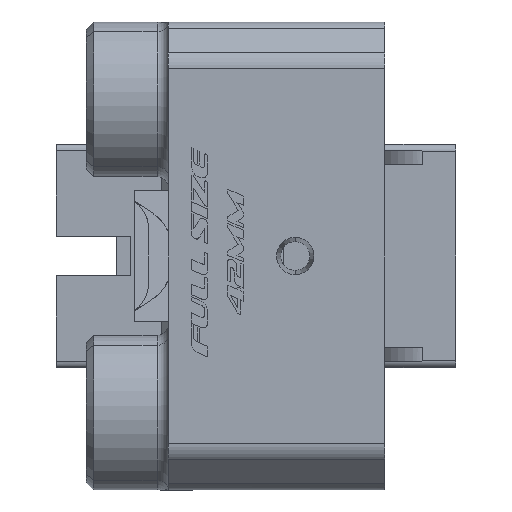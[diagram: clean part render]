
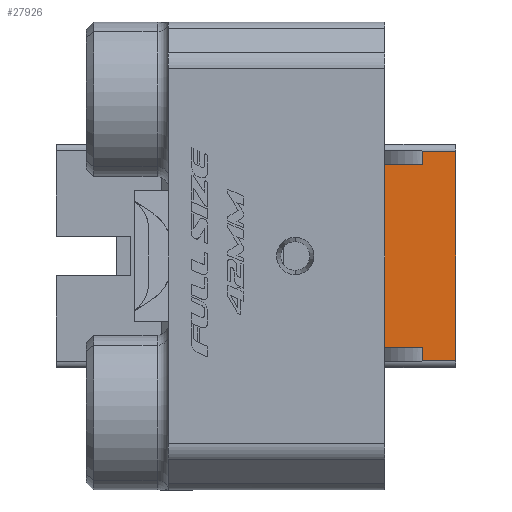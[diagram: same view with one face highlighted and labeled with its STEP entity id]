
A CAD part, left-side view. The second image highlights one B-rep face of the part: STEP entity #27926.
In plain terms, the highlighted planar face has unit normal (-1, 0, 0).
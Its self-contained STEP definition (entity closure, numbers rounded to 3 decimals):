
#113 = DIRECTION ( 'NONE',  ( 0., 1., 0. ) ) ;
#298 = CARTESIAN_POINT ( 'NONE',  ( 13., 0., -12.2 ) ) ;
#520 = CARTESIAN_POINT ( 'NONE',  ( 13., -11.5, -14. ) ) ;
#561 = VECTOR ( 'NONE', #15180, 1000. ) ;
#1354 = EDGE_LOOP ( 'NONE', ( #16301, #35964, #15139, #15747, #19784, #35552, #21166, #15148 ) ) ;
#1578 = VERTEX_POINT ( 'NONE', #520 ) ;
#1726 = LINE ( 'NONE', #13786, #22785 ) ;
#1940 = VECTOR ( 'NONE', #11263, 1000. ) ;
#2843 = VERTEX_POINT ( 'NONE', #15231 ) ;
#3493 = LINE ( 'NONE', #29350, #561 ) ;
#4459 = VERTEX_POINT ( 'NONE', #21928 ) ;
#4477 = DIRECTION ( 'NONE',  ( 0., 1., 0. ) ) ;
#4680 = DIRECTION ( 'NONE',  ( 0., 0., 1. ) ) ;
#4864 = CARTESIAN_POINT ( 'NONE',  ( 13., -11.5, 0. ) ) ;
#5053 = DIRECTION ( 'NONE',  ( 0., 1., 0. ) ) ;
#5521 = CARTESIAN_POINT ( 'NONE',  ( 13., -2., -12.2 ) ) ;
#5548 = CARTESIAN_POINT ( 'NONE',  ( 13., -7.074, -12.2 ) ) ;
#7601 = VECTOR ( 'NONE', #24582, 1000. ) ;
#8474 = LINE ( 'NONE', #16898, #26800 ) ;
#8764 = CARTESIAN_POINT ( 'NONE',  ( 13., -9.5, 0. ) ) ;
#9420 = VERTEX_POINT ( 'NONE', #5548 ) ;
#9915 = EDGE_CURVE ( 'NONE', #10959, #32510, #8474, .T. ) ;
#10542 = DIRECTION ( 'NONE',  ( 0., 0., 1. ) ) ;
#10959 = VERTEX_POINT ( 'NONE', #12712 ) ;
#10975 = LINE ( 'NONE', #4864, #12944 ) ;
#11255 = PLANE ( 'NONE',  #14738 ) ;
#11263 = DIRECTION ( 'NONE',  ( 0., 0., 1. ) ) ;
#12712 = CARTESIAN_POINT ( 'NONE',  ( 13., -7.074, 12.2 ) ) ;
#12944 = VECTOR ( 'NONE', #4680, 1000. ) ;
#13642 = EDGE_CURVE ( 'NONE', #4459, #1578, #3493, .T. ) ;
#13786 = CARTESIAN_POINT ( 'NONE',  ( 13., -7.074, -14.2 ) ) ;
#14738 = AXIS2_PLACEMENT_3D ( 'NONE', #8764, #23494, #28865 ) ;
#15139 = ORIENTED_EDGE ( 'NONE', *, *, #29781, .F. ) ;
#15148 = ORIENTED_EDGE ( 'NONE', *, *, #24957, .T. ) ;
#15180 = DIRECTION ( 'NONE',  ( 0., -1., 0. ) ) ;
#15231 = CARTESIAN_POINT ( 'NONE',  ( 13., -11.5, 14. ) ) ;
#15747 = ORIENTED_EDGE ( 'NONE', *, *, #20786, .F. ) ;
#16174 = CARTESIAN_POINT ( 'NONE',  ( 13., -7.074, 14.2 ) ) ;
#16301 = ORIENTED_EDGE ( 'NONE', *, *, #9915, .T. ) ;
#16898 = CARTESIAN_POINT ( 'NONE',  ( 13., 0., 12.2 ) ) ;
#17472 = EDGE_CURVE ( 'NONE', #1578, #2843, #10975, .T. ) ;
#19401 = LINE ( 'NONE', #16174, #7601 ) ;
#19784 = ORIENTED_EDGE ( 'NONE', *, *, #13642, .T. ) ;
#20442 = EDGE_CURVE ( 'NONE', #2843, #30002, #36224, .T. ) ;
#20467 = CARTESIAN_POINT ( 'NONE',  ( 13., -2., -12.2 ) ) ;
#20786 = EDGE_CURVE ( 'NONE', #4459, #9420, #1726, .T. ) ;
#21166 = ORIENTED_EDGE ( 'NONE', *, *, #20442, .T. ) ;
#21502 = CARTESIAN_POINT ( 'NONE',  ( 13., -9.5, 14. ) ) ;
#21928 = CARTESIAN_POINT ( 'NONE',  ( 13., -7.074, -14. ) ) ;
#22785 = VECTOR ( 'NONE', #10542, 1000. ) ;
#22943 = VERTEX_POINT ( 'NONE', #20467 ) ;
#23494 = DIRECTION ( 'NONE',  ( 1., 0., 0. ) ) ;
#24582 = DIRECTION ( 'NONE',  ( 0., 0., -1. ) ) ;
#24634 = CARTESIAN_POINT ( 'NONE',  ( 13., -2., 12.2 ) ) ;
#24957 = EDGE_CURVE ( 'NONE', #30002, #10959, #19401, .T. ) ;
#26174 = FACE_OUTER_BOUND ( 'NONE', #1354, .T. ) ;
#26800 = VECTOR ( 'NONE', #5053, 1000. ) ;
#27926 = ADVANCED_FACE ( 'NONE', ( #26174 ), #11255, .F. ) ;
#28865 = DIRECTION ( 'NONE',  ( 0., 0., -1. ) ) ;
#29350 = CARTESIAN_POINT ( 'NONE',  ( 13., -9.5, -14. ) ) ;
#29781 = EDGE_CURVE ( 'NONE', #9420, #22943, #32258, .T. ) ;
#30002 = VERTEX_POINT ( 'NONE', #31281 ) ;
#30699 = VECTOR ( 'NONE', #113, 1000. ) ;
#31281 = CARTESIAN_POINT ( 'NONE',  ( 13., -7.074, 14. ) ) ;
#32258 = LINE ( 'NONE', #298, #30699 ) ;
#32282 = EDGE_CURVE ( 'NONE', #22943, #32510, #37461, .T. ) ;
#32510 = VERTEX_POINT ( 'NONE', #24634 ) ;
#32574 = VECTOR ( 'NONE', #4477, 1000. ) ;
#35552 = ORIENTED_EDGE ( 'NONE', *, *, #17472, .T. ) ;
#35964 = ORIENTED_EDGE ( 'NONE', *, *, #32282, .F. ) ;
#36224 = LINE ( 'NONE', #21502, #32574 ) ;
#37461 = LINE ( 'NONE', #5521, #1940 ) ;
